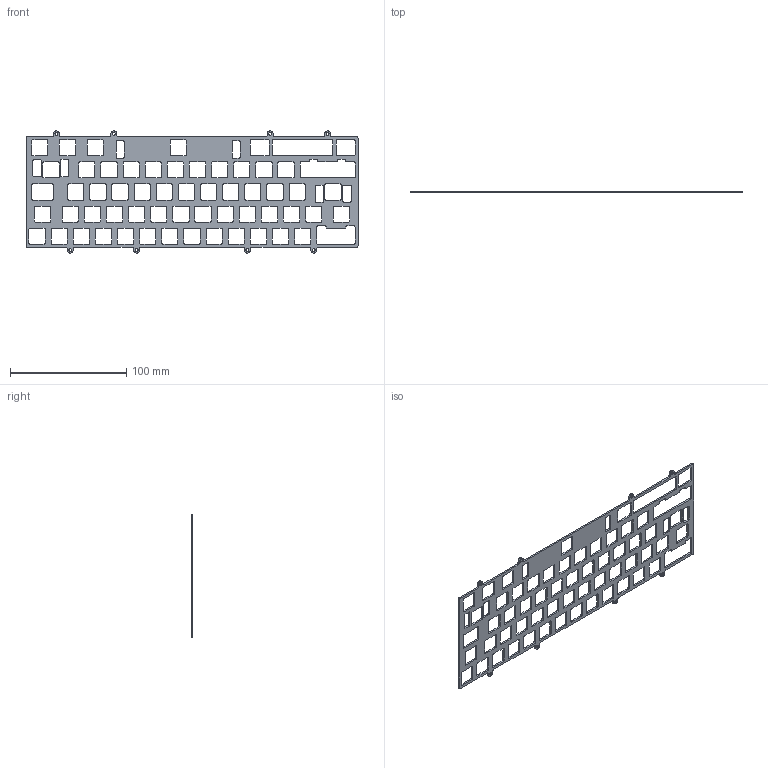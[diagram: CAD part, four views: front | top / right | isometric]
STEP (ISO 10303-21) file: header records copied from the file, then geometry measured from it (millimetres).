
FILE_DESCRIPTION(/* description */ (''),/* implementation_level */ '2;1');
FILE_NAME(/* name */ 'Plate Universal.step',/* time_stamp */ '2021-08-11T17:46:12+07:00',/* author */ (''),/* organization */ (''),/* preprocessor_version */ 'ST-DEVELOPER v18.1',/* originating_system */ 'Autodesk Translation Framework v10.9.0.1377',/* authorisation */ '');
FILE_SCHEMA (('AUTOMOTIVE_DESIGN { 1 0 10303 214 3 1 1 }'));
Length unit declared in the file: millimetre
Products named in the file (1): Plate Universal
Bounding box: 285.75 x 1.5 x 105.25 mm (x, y, z)
Volume: 20356.5 mm3; surface area: 34040.7 mm2
Topology: 1 solids, 1 shells, 612 faces, 1830 edges, 1220 vertices
Faces by surface type: cylinder 306, plane 306
Full cylindrical faces by diameter (mm): 2.5 x8
Entity records: 21102 total; most frequent: DIRECTION 3668, CARTESIAN_POINT 3663, ORIENTED_EDGE 3660, EDGE_CURVE 1830, AXIS2_PLACEMENT_3D 1225, VERTEX_POINT 1220, LINE 1218, VECTOR 1218
